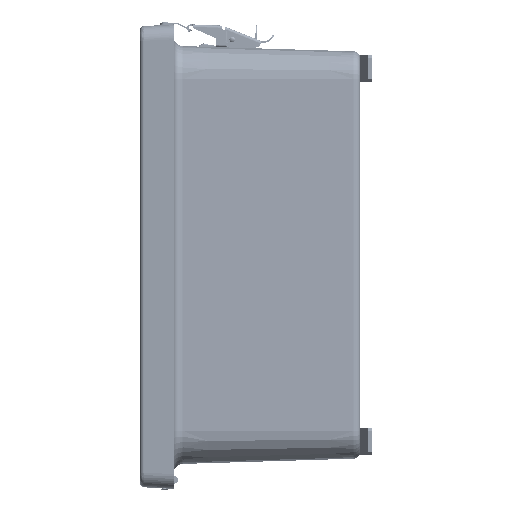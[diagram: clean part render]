
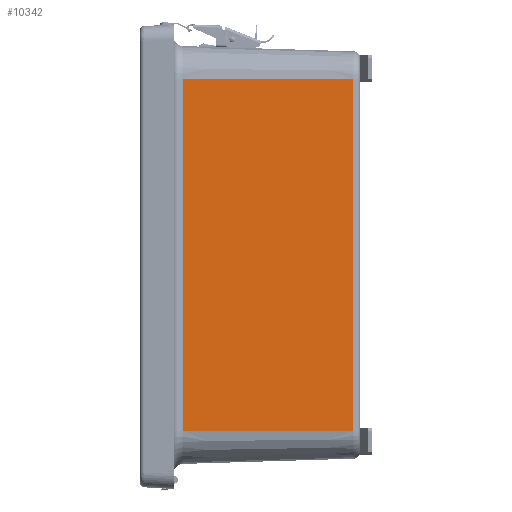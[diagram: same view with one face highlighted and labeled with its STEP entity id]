
A CAD part, left-side view. The second image highlights one B-rep face of the part: STEP entity #10342.
In plain terms, the highlighted planar face has unit normal (-1, -0.03, 0).
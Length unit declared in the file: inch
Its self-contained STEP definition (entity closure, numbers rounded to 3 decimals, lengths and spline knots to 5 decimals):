
#435 = CARTESIAN_POINT ( 'NONE',  ( -6.01835, -5.91269, -5.199 ) ) ;
#5903 = DIRECTION ( 'NONE',  ( 0., 0., -1. ) ) ;
#8205 = ORIENTED_EDGE ( 'NONE', *, *, #59992, .F. ) ;
#9478 = LINE ( 'NONE', #435, #90212 ) ;
#10342 = ADVANCED_FACE ( 'NONE', ( #46921 ), #101479, .T. ) ;
#10799 = ORIENTED_EDGE ( 'NONE', *, *, #22370, .T. ) ;
#11236 = CARTESIAN_POINT ( 'NONE',  ( -6.199, 0., -5.199 ) ) ;
#19448 = DIRECTION ( 'NONE',  ( 0.031, -1., 0. ) ) ;
#19758 = EDGE_CURVE ( 'NONE', #66908, #47605, #96784, .T. ) ;
#20530 = DIRECTION ( 'NONE',  ( -0.031, 1., 0. ) ) ;
#22370 = EDGE_CURVE ( 'NONE', #83093, #66908, #51361, .T. ) ;
#26238 = VECTOR ( 'NONE', #5903, 39.37008 ) ;
#30667 = LINE ( 'NONE', #74891, #52387 ) ;
#38410 = CARTESIAN_POINT ( 'NONE',  ( -6.17161, -0.89647, -5.199 ) ) ;
#41780 = CARTESIAN_POINT ( 'NONE',  ( -6.17161, -0.89647, -5.199 ) ) ;
#46921 = FACE_OUTER_BOUND ( 'NONE', #104604, .T. ) ;
#47605 = VERTEX_POINT ( 'NONE', #41780 ) ;
#51361 = LINE ( 'NONE', #93622, #82111 ) ;
#52387 = VECTOR ( 'NONE', #91373, 39.37008 ) ;
#55861 = CARTESIAN_POINT ( 'NONE',  ( -6.01835, -5.91269, 5.199 ) ) ;
#59992 = EDGE_CURVE ( 'NONE', #102562, #47605, #30667, .T. ) ;
#66908 = VERTEX_POINT ( 'NONE', #90301 ) ;
#74891 = CARTESIAN_POINT ( 'NONE',  ( -6.199, 0., -5.199 ) ) ;
#80823 = ORIENTED_EDGE ( 'NONE', *, *, #97038, .T. ) ;
#81879 = ORIENTED_EDGE ( 'NONE', *, *, #19758, .T. ) ;
#82111 = VECTOR ( 'NONE', #20530, 39.37008 ) ;
#82721 = DIRECTION ( 'NONE',  ( 0., 0., 1. ) ) ;
#83093 = VERTEX_POINT ( 'NONE', #55861 ) ;
#89667 = CARTESIAN_POINT ( 'NONE',  ( -6.01835, -5.91269, -5.199 ) ) ;
#90212 = VECTOR ( 'NONE', #82721, 39.37008 ) ;
#90301 = CARTESIAN_POINT ( 'NONE',  ( -6.17161, -0.89647, 5.199 ) ) ;
#91373 = DIRECTION ( 'NONE',  ( -0.031, 1., 0. ) ) ;
#93622 = CARTESIAN_POINT ( 'NONE',  ( -6.199, 0., 5.199 ) ) ;
#96784 = LINE ( 'NONE', #38410, #26238 ) ;
#97038 = EDGE_CURVE ( 'NONE', #102562, #83093, #9478, .T. ) ;
#101113 = DIRECTION ( 'NONE',  ( -1., -0.031, 0. ) ) ;
#101479 = PLANE ( 'NONE',  #103792 ) ;
#102562 = VERTEX_POINT ( 'NONE', #89667 ) ;
#103792 = AXIS2_PLACEMENT_3D ( 'NONE', #11236, #101113, #19448 ) ;
#104604 = EDGE_LOOP ( 'NONE', ( #8205, #80823, #10799, #81879 ) ) ;
